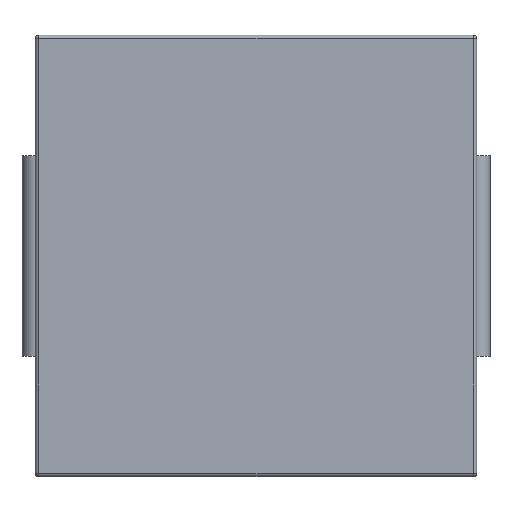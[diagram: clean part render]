
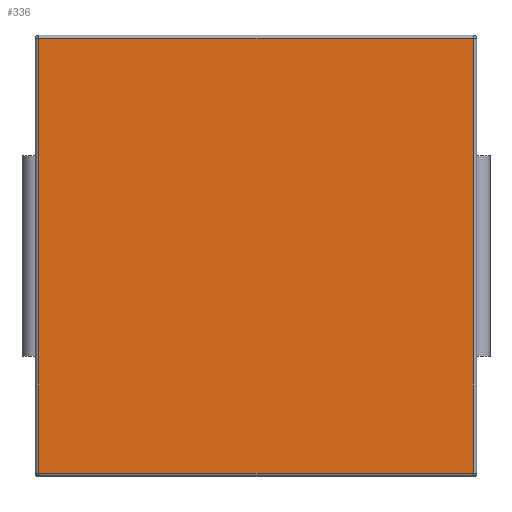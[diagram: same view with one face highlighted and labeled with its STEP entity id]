
A CAD part, top view. The second image highlights one B-rep face of the part: STEP entity #336.
In plain terms, the highlighted planar face has unit normal (0, 0, 1).
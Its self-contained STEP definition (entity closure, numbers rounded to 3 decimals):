
#36 = PLANE ( 'NONE',  #59 ) ;
#44 = DIRECTION ( 'NONE',  ( 1., 0., 0. ) ) ;
#59 = AXIS2_PLACEMENT_3D ( 'NONE', #409, #527, #1513 ) ;
#60 = CARTESIAN_POINT ( 'NONE',  ( 3.25, 3.25, 2.9 ) ) ;
#133 = VECTOR ( 'NONE', #1435, 1000. ) ;
#139 = LINE ( 'NONE', #919, #609 ) ;
#165 = ORIENTED_EDGE ( 'NONE', *, *, #777, .T. ) ;
#199 = LINE ( 'NONE', #1185, #635 ) ;
#235 = EDGE_CURVE ( 'NONE', #576, #1001, #824, .T. ) ;
#326 = LINE ( 'NONE', #838, #133 ) ;
#336 = ADVANCED_FACE ( 'NONE', ( #1032 ), #36, .F. ) ;
#409 = CARTESIAN_POINT ( 'NONE',  ( 0., 0., 2.9 ) ) ;
#515 = CARTESIAN_POINT ( 'NONE',  ( -3.25, -3.25, 2.9 ) ) ;
#527 = DIRECTION ( 'NONE',  ( 0., 0., -1. ) ) ;
#576 = VERTEX_POINT ( 'NONE', #1268 ) ;
#609 = VECTOR ( 'NONE', #44, 1000. ) ;
#635 = VECTOR ( 'NONE', #1313, 1000. ) ;
#663 = EDGE_CURVE ( 'NONE', #1094, #1095, #199, .T. ) ;
#733 = EDGE_CURVE ( 'NONE', #1095, #576, #326, .T. ) ;
#777 = EDGE_CURVE ( 'NONE', #1001, #1094, #139, .T. ) ;
#824 = LINE ( 'NONE', #1562, #1511 ) ;
#838 = CARTESIAN_POINT ( 'NONE',  ( 0., 3.25, 2.9 ) ) ;
#919 = CARTESIAN_POINT ( 'NONE',  ( 0., -3.25, 2.9 ) ) ;
#979 = ORIENTED_EDGE ( 'NONE', *, *, #733, .T. ) ;
#1001 = VERTEX_POINT ( 'NONE', #515 ) ;
#1032 = FACE_OUTER_BOUND ( 'NONE', #1553, .T. ) ;
#1094 = VERTEX_POINT ( 'NONE', #1273 ) ;
#1095 = VERTEX_POINT ( 'NONE', #60 ) ;
#1185 = CARTESIAN_POINT ( 'NONE',  ( 3.25, 0., 2.9 ) ) ;
#1268 = CARTESIAN_POINT ( 'NONE',  ( -3.25, 3.25, 2.9 ) ) ;
#1273 = CARTESIAN_POINT ( 'NONE',  ( 3.25, -3.25, 2.9 ) ) ;
#1313 = DIRECTION ( 'NONE',  ( 0., 1., 0. ) ) ;
#1407 = ORIENTED_EDGE ( 'NONE', *, *, #235, .T. ) ;
#1435 = DIRECTION ( 'NONE',  ( -1., 0., 0. ) ) ;
#1450 = DIRECTION ( 'NONE',  ( 0., -1., 0. ) ) ;
#1451 = ORIENTED_EDGE ( 'NONE', *, *, #663, .T. ) ;
#1511 = VECTOR ( 'NONE', #1450, 1000. ) ;
#1513 = DIRECTION ( 'NONE',  ( -1., 0., 0. ) ) ;
#1553 = EDGE_LOOP ( 'NONE', ( #1407, #165, #1451, #979 ) ) ;
#1562 = CARTESIAN_POINT ( 'NONE',  ( -3.25, 0., 2.9 ) ) ;
